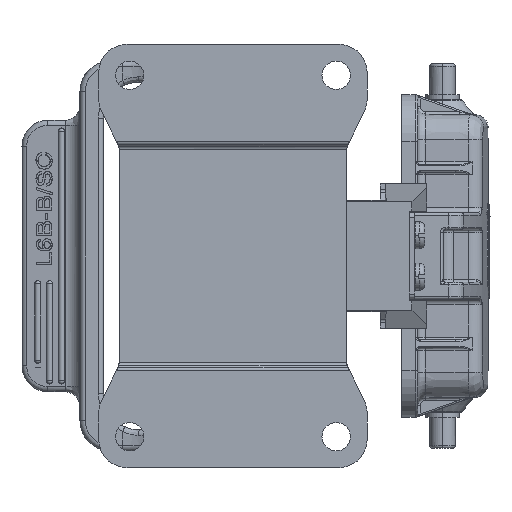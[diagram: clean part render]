
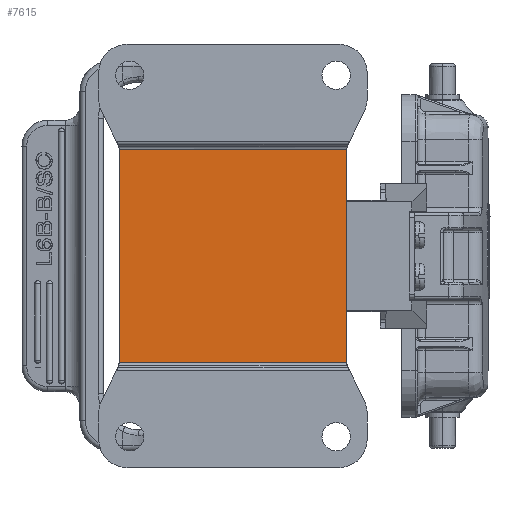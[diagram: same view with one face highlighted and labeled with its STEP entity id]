
A CAD part, front view. The second image highlights one B-rep face of the part: STEP entity #7615.
In plain terms, the highlighted planar face has unit normal (0, -1, 0).
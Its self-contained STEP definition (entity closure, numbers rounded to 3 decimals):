
#2805=B_SPLINE_CURVE_WITH_KNOTS('',3,(#61632,#61633,#61634,#61635),
 .UNSPECIFIED.,.F.,.F.,(4,4),(0.,1.),.UNSPECIFIED.);
#2980=B_SPLINE_CURVE_WITH_KNOTS('',3,(#65723,#65724,#65725,#65726),
 .UNSPECIFIED.,.F.,.F.,(4,4),(0.,1.),.UNSPECIFIED.);
#2995=B_SPLINE_CURVE_WITH_KNOTS('',3,(#65865,#65866,#65867,#65868),
 .UNSPECIFIED.,.F.,.F.,(4,4),(0.,1.),.UNSPECIFIED.);
#3025=B_SPLINE_CURVE_WITH_KNOTS('',3,(#66162,#66163,#66164,#66165),
 .UNSPECIFIED.,.F.,.F.,(4,4),(0.,1.),.UNSPECIFIED.);
#7615=ADVANCED_FACE('',(#10817),#9582,.F.);
#9582=PLANE('',#43558);
#10817=FACE_OUTER_BOUND('',#13245,.T.);
#13245=EDGE_LOOP('',(#19127,#19128,#19129,#19130,#19131,#19132,#19133,#19134));
#19127=ORIENTED_EDGE('',*,*,#32594,.F.);
#19128=ORIENTED_EDGE('',*,*,#33423,.F.);
#19129=ORIENTED_EDGE('',*,*,#33421,.T.);
#19130=ORIENTED_EDGE('',*,*,#33446,.T.);
#19131=ORIENTED_EDGE('',*,*,#33340,.F.);
#19132=ORIENTED_EDGE('',*,*,#33334,.F.);
#19133=ORIENTED_EDGE('',*,*,#33318,.T.);
#19134=ORIENTED_EDGE('',*,*,#33445,.T.);
#28202=VERTEX_POINT('',#61631);
#28203=VERTEX_POINT('',#61636);
#28683=VERTEX_POINT('',#65722);
#28684=VERTEX_POINT('',#65727);
#28696=VERTEX_POINT('',#65831);
#28699=VERTEX_POINT('',#65869);
#28740=VERTEX_POINT('',#66161);
#28741=VERTEX_POINT('',#66166);
#32594=EDGE_CURVE('',#28202,#28203,#2805,.T.);
#33318=EDGE_CURVE('',#28684,#28683,#2980,.T.);
#33334=EDGE_CURVE('',#28684,#28696,#38401,.T.);
#33340=EDGE_CURVE('',#28696,#28699,#2995,.T.);
#33421=EDGE_CURVE('',#28741,#28740,#3025,.T.);
#33423=EDGE_CURVE('',#28741,#28202,#38429,.T.);
#33445=EDGE_CURVE('',#28683,#28203,#38438,.T.);
#33446=EDGE_CURVE('',#28740,#28699,#38439,.T.);
#38401=LINE('',#65830,#40856);
#38429=LINE('',#66169,#40884);
#38438=LINE('',#66300,#40893);
#38439=LINE('',#66302,#40894);
#40856=VECTOR('',#49193,1.);
#40884=VECTOR('',#49355,1.);
#40893=VECTOR('',#49392,1.);
#40894=VECTOR('',#49395,1.);
#43558=AXIS2_PLACEMENT_3D('',#66303,#49396,#49397);
#49193=DIRECTION('',(0.,0.,-1.));
#49355=DIRECTION('',(0.,0.,1.));
#49392=DIRECTION('',(-1.,0.,0.));
#49395=DIRECTION('',(1.,0.,0.));
#49396=DIRECTION('',(0.,1.,0.));
#49397=DIRECTION('',(0.,0.,1.));
#61631=CARTESIAN_POINT('',(-21.941,-25.75,19.749));
#61632=CARTESIAN_POINT('',(-21.941,-25.75,19.749));
#61633=CARTESIAN_POINT('',(-21.941,-25.75,20.025));
#61634=CARTESIAN_POINT('',(-21.964,-25.75,20.3));
#61635=CARTESIAN_POINT('',(-22.009,-25.75,20.572));
#61636=CARTESIAN_POINT('',(-22.009,-25.75,20.572));
#65722=CARTESIAN_POINT('',(22.009,-25.75,20.572));
#65723=CARTESIAN_POINT('',(21.941,-25.75,19.749));
#65724=CARTESIAN_POINT('',(21.941,-25.75,20.025));
#65725=CARTESIAN_POINT('',(21.963,-25.75,20.3));
#65726=CARTESIAN_POINT('',(22.009,-25.75,20.572));
#65727=CARTESIAN_POINT('',(21.941,-25.75,19.749));
#65830=CARTESIAN_POINT('',(21.941,-25.75,19.749));
#65831=CARTESIAN_POINT('',(21.941,-25.75,-19.749));
#65865=CARTESIAN_POINT('',(21.941,-25.75,-19.749));
#65866=CARTESIAN_POINT('',(21.941,-25.75,-20.025));
#65867=CARTESIAN_POINT('',(21.964,-25.75,-20.3));
#65868=CARTESIAN_POINT('',(22.009,-25.75,-20.572));
#65869=CARTESIAN_POINT('',(22.009,-25.75,-20.572));
#66161=CARTESIAN_POINT('',(-22.009,-25.75,-20.572));
#66162=CARTESIAN_POINT('',(-21.941,-25.75,-19.749));
#66163=CARTESIAN_POINT('',(-21.941,-25.75,-20.025));
#66164=CARTESIAN_POINT('',(-21.963,-25.75,-20.3));
#66165=CARTESIAN_POINT('',(-22.009,-25.75,-20.572));
#66166=CARTESIAN_POINT('',(-21.941,-25.75,-19.749));
#66169=CARTESIAN_POINT('',(-21.941,-25.75,-19.749));
#66300=CARTESIAN_POINT('',(22.009,-25.75,20.572));
#66302=CARTESIAN_POINT('',(-22.009,-25.75,-20.572));
#66303=CARTESIAN_POINT('',(-47.,-25.75,20.904));
